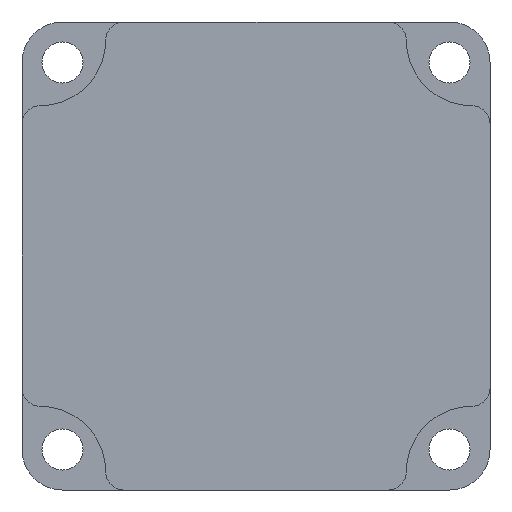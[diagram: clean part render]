
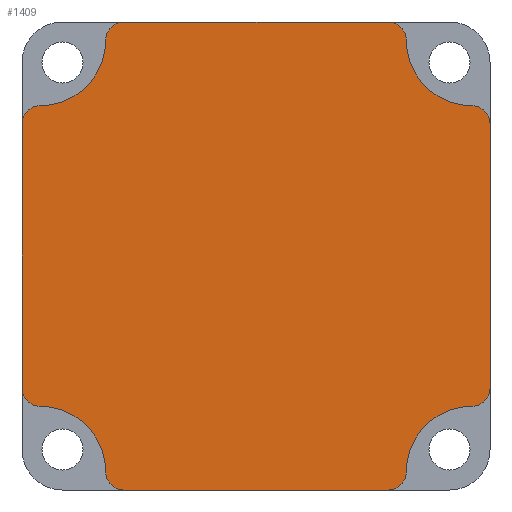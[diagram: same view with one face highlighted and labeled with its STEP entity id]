
A CAD part, front view. The second image highlights one B-rep face of the part: STEP entity #1409.
In plain terms, the highlighted planar face has unit normal (0, -1, 0).
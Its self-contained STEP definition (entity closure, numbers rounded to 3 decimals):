
#13 = CIRCLE ( 'NONE', #1884, 2.2 ) ;
#48 = CIRCLE ( 'NONE', #2245, 2.2 ) ;
#56 = CARTESIAN_POINT ( 'NONE',  ( 0., -84., -57. ) ) ;
#95 = DIRECTION ( 'NONE',  ( 0., 0., 1. ) ) ;
#108 = VECTOR ( 'NONE', #1594, 1000. ) ;
#118 = CIRCLE ( 'NONE', #2107, 2.2 ) ;
#132 = EDGE_CURVE ( 'NONE', #723, #1770, #2091, .T. ) ;
#133 = CARTESIAN_POINT ( 'NONE',  ( 2.2, -84., -54.8 ) ) ;
#148 = DIRECTION ( 'NONE',  ( 0., 0., 1. ) ) ;
#156 = EDGE_CURVE ( 'NONE', #1770, #1883, #118, .T. ) ;
#157 = EDGE_CURVE ( 'NONE', #186, #1662, #289, .T. ) ;
#158 = DIRECTION ( 'NONE',  ( 0., 0., 1. ) ) ;
#183 = ORIENTED_EDGE ( 'NONE', *, *, #157, .F. ) ;
#185 = EDGE_CURVE ( 'NONE', #1662, #668, #2269, .T. ) ;
#186 = VERTEX_POINT ( 'NONE', #1659 ) ;
#224 = VECTOR ( 'NONE', #1462, 1000. ) ;
#235 = CARTESIAN_POINT ( 'NONE',  ( 10.2, -84., -54.8 ) ) ;
#285 = CARTESIAN_POINT ( 'NONE',  ( 12.4, -84., 0. ) ) ;
#289 = CIRCLE ( 'NONE', #1973, 2.2 ) ;
#294 = CARTESIAN_POINT ( 'NONE',  ( 0., -84., 0. ) ) ;
#312 = DIRECTION ( 'NONE',  ( 0., 1., 0. ) ) ;
#327 = CARTESIAN_POINT ( 'NONE',  ( 0., -84., 0. ) ) ;
#346 = CARTESIAN_POINT ( 'NONE',  ( 54.8, -84., -2.2 ) ) ;
#369 = ORIENTED_EDGE ( 'NONE', *, *, #2004, .F. ) ;
#438 = DIRECTION ( 'NONE',  ( 0., 1., 0. ) ) ;
#479 = CARTESIAN_POINT ( 'NONE',  ( 57., -84., 0. ) ) ;
#482 = CARTESIAN_POINT ( 'NONE',  ( 46.8, -84., -54.8 ) ) ;
#488 = DIRECTION ( 'NONE',  ( 0., 0., 1. ) ) ;
#492 = VERTEX_POINT ( 'NONE', #2322 ) ;
#525 = CIRCLE ( 'NONE', #589, 8. ) ;
#535 = DIRECTION ( 'NONE',  ( 0., 0., -1. ) ) ;
#543 = VERTEX_POINT ( 'NONE', #2320 ) ;
#574 = ORIENTED_EDGE ( 'NONE', *, *, #1900, .F. ) ;
#589 = AXIS2_PLACEMENT_3D ( 'NONE', #346, #1685, #535 ) ;
#639 = ORIENTED_EDGE ( 'NONE', *, *, #689, .F. ) ;
#668 = VERTEX_POINT ( 'NONE', #1969 ) ;
#674 = EDGE_CURVE ( 'NONE', #725, #543, #792, .T. ) ;
#689 = EDGE_CURVE ( 'NONE', #1263, #2262, #2142, .T. ) ;
#692 = CARTESIAN_POINT ( 'NONE',  ( 54.8, -84., -54.8 ) ) ;
#706 = AXIS2_PLACEMENT_3D ( 'NONE', #1459, #312, #1654 ) ;
#715 = DIRECTION ( 'NONE',  ( 0., 1., 0. ) ) ;
#723 = VERTEX_POINT ( 'NONE', #235 ) ;
#725 = VERTEX_POINT ( 'NONE', #1576 ) ;
#726 = ORIENTED_EDGE ( 'NONE', *, *, #674, .F. ) ;
#727 = VERTEX_POINT ( 'NONE', #1768 ) ;
#753 = AXIS2_PLACEMENT_3D ( 'NONE', #2436, #1304, #158 ) ;
#755 = ORIENTED_EDGE ( 'NONE', *, *, #1311, .F. ) ;
#792 = LINE ( 'NONE', #56, #108 ) ;
#795 = VECTOR ( 'NONE', #488, 1000. ) ;
#861 = EDGE_CURVE ( 'NONE', #492, #1717, #1179, .T. ) ;
#873 = AXIS2_PLACEMENT_3D ( 'NONE', #1586, #438, #1787 ) ;
#888 = DIRECTION ( 'NONE',  ( 0., 0., 1. ) ) ;
#891 = CARTESIAN_POINT ( 'NONE',  ( 12.4, -84., -2.2 ) ) ;
#899 = DIRECTION ( 'NONE',  ( 0., 1., 0. ) ) ;
#901 = CARTESIAN_POINT ( 'NONE',  ( 0., -84., -44.6 ) ) ;
#916 = VERTEX_POINT ( 'NONE', #1284 ) ;
#1024 = CARTESIAN_POINT ( 'NONE',  ( 54.8, -84., -12.4 ) ) ;
#1052 = CARTESIAN_POINT ( 'NONE',  ( 2.2, -84., -46.8 ) ) ;
#1074 = DIRECTION ( 'NONE',  ( 0., 1., 0. ) ) ;
#1081 = DIRECTION ( 'NONE',  ( 0., 0., -1. ) ) ;
#1089 = FACE_OUTER_BOUND ( 'NONE', #1607, .T. ) ;
#1096 = DIRECTION ( 'NONE',  ( 0., -1., 0. ) ) ;
#1100 = ORIENTED_EDGE ( 'NONE', *, *, #185, .F. ) ;
#1106 = AXIS2_PLACEMENT_3D ( 'NONE', #327, #1096, #2424 ) ;
#1149 = ORIENTED_EDGE ( 'NONE', *, *, #861, .F. ) ;
#1151 = ORIENTED_EDGE ( 'NONE', *, *, #132, .F. ) ;
#1179 = CIRCLE ( 'NONE', #2276, 8. ) ;
#1202 = CARTESIAN_POINT ( 'NONE',  ( 2.2, -84., -10.2 ) ) ;
#1211 = ORIENTED_EDGE ( 'NONE', *, *, #1968, .F. ) ;
#1228 = DIRECTION ( 'NONE',  ( 0., 0., -1. ) ) ;
#1237 = ORIENTED_EDGE ( 'NONE', *, *, #2152, .F. ) ;
#1246 = DIRECTION ( 'NONE',  ( 0., 1., 0. ) ) ;
#1263 = VERTEX_POINT ( 'NONE', #1729 ) ;
#1284 = CARTESIAN_POINT ( 'NONE',  ( 46.8, -84., -2.2 ) ) ;
#1304 = DIRECTION ( 'NONE',  ( 0., -1., 0. ) ) ;
#1311 = EDGE_CURVE ( 'NONE', #2262, #1448, #1936, .T. ) ;
#1315 = LINE ( 'NONE', #294, #795 ) ;
#1351 = CARTESIAN_POINT ( 'NONE',  ( 57., -84., -12.4 ) ) ;
#1364 = AXIS2_PLACEMENT_3D ( 'NONE', #2224, #1074, #2410 ) ;
#1409 = ADVANCED_FACE ( 'NONE', ( #1089 ), #2047, .T. ) ;
#1447 = EDGE_CURVE ( 'NONE', #916, #1263, #525, .T. ) ;
#1448 = VERTEX_POINT ( 'NONE', #1873 ) ;
#1459 = CARTESIAN_POINT ( 'NONE',  ( 54.8, -84., -44.6 ) ) ;
#1462 = DIRECTION ( 'NONE',  ( 1., 0., 0. ) ) ;
#1468 = DIRECTION ( 'NONE',  ( 0., -1., 0. ) ) ;
#1481 = EDGE_CURVE ( 'NONE', #668, #916, #1986, .T. ) ;
#1489 = VECTOR ( 'NONE', #1636, 1000. ) ;
#1523 = EDGE_CURVE ( 'NONE', #543, #723, #13, .T. ) ;
#1576 = CARTESIAN_POINT ( 'NONE',  ( 44.6, -84., -57. ) ) ;
#1586 = CARTESIAN_POINT ( 'NONE',  ( 44.6, -84., -54.8 ) ) ;
#1594 = DIRECTION ( 'NONE',  ( -1., 0., 0. ) ) ;
#1607 = EDGE_LOOP ( 'NONE', ( #2328, #726, #1687, #1149, #369, #755, #639, #2304, #1751, #1100, #183, #574, #1237, #1211, #2365, #1151 ) ) ;
#1636 = DIRECTION ( 'NONE',  ( 0., 0., -1. ) ) ;
#1654 = DIRECTION ( 'NONE',  ( 0., 0., 1. ) ) ;
#1659 = CARTESIAN_POINT ( 'NONE',  ( 10.2, -84., -2.2 ) ) ;
#1662 = VERTEX_POINT ( 'NONE', #285 ) ;
#1667 = CARTESIAN_POINT ( 'NONE',  ( 2.2, -84., -44.6 ) ) ;
#1685 = DIRECTION ( 'NONE',  ( 0., -1., 0. ) ) ;
#1687 = ORIENTED_EDGE ( 'NONE', *, *, #2404, .F. ) ;
#1717 = VERTEX_POINT ( 'NONE', #482 ) ;
#1729 = CARTESIAN_POINT ( 'NONE',  ( 54.8, -84., -10.2 ) ) ;
#1751 = ORIENTED_EDGE ( 'NONE', *, *, #1481, .F. ) ;
#1756 = CIRCLE ( 'NONE', #706, 2.2 ) ;
#1768 = CARTESIAN_POINT ( 'NONE',  ( 0., -84., -12.4 ) ) ;
#1770 = VERTEX_POINT ( 'NONE', #1052 ) ;
#1787 = DIRECTION ( 'NONE',  ( 0., 0., -1. ) ) ;
#1842 = DIRECTION ( 'NONE',  ( 0., 0., -1. ) ) ;
#1855 = AXIS2_PLACEMENT_3D ( 'NONE', #133, #1468, #148 ) ;
#1861 = CARTESIAN_POINT ( 'NONE',  ( 12.4, -84., -54.8 ) ) ;
#1873 = CARTESIAN_POINT ( 'NONE',  ( 57., -84., -44.6 ) ) ;
#1883 = VERTEX_POINT ( 'NONE', #901 ) ;
#1884 = AXIS2_PLACEMENT_3D ( 'NONE', #1861, #715, #2049 ) ;
#1900 = EDGE_CURVE ( 'NONE', #2385, #186, #2468, .T. ) ;
#1936 = LINE ( 'NONE', #479, #1489 ) ;
#1968 = EDGE_CURVE ( 'NONE', #1883, #727, #1315, .T. ) ;
#1969 = CARTESIAN_POINT ( 'NONE',  ( 44.6, -84., 0. ) ) ;
#1973 = AXIS2_PLACEMENT_3D ( 'NONE', #891, #899, #1842 ) ;
#1986 = CIRCLE ( 'NONE', #1364, 2.2 ) ;
#2004 = EDGE_CURVE ( 'NONE', #1448, #492, #1756, .T. ) ;
#2027 = DIRECTION ( 'NONE',  ( 0., -1., 0. ) ) ;
#2044 = DIRECTION ( 'NONE',  ( 0., 1., 0. ) ) ;
#2047 = PLANE ( 'NONE',  #1106 ) ;
#2049 = DIRECTION ( 'NONE',  ( 0., 0., 1. ) ) ;
#2091 = CIRCLE ( 'NONE', #1855, 8. ) ;
#2107 = AXIS2_PLACEMENT_3D ( 'NONE', #1667, #2044, #1081 ) ;
#2141 = AXIS2_PLACEMENT_3D ( 'NONE', #1024, #2359, #1228 ) ;
#2142 = CIRCLE ( 'NONE', #2141, 2.2 ) ;
#2152 = EDGE_CURVE ( 'NONE', #727, #2385, #48, .T. ) ;
#2224 = CARTESIAN_POINT ( 'NONE',  ( 44.6, -84., -2.2 ) ) ;
#2245 = AXIS2_PLACEMENT_3D ( 'NONE', #2382, #1246, #95 ) ;
#2262 = VERTEX_POINT ( 'NONE', #1351 ) ;
#2269 = LINE ( 'NONE', #2409, #224 ) ;
#2276 = AXIS2_PLACEMENT_3D ( 'NONE', #692, #2027, #888 ) ;
#2304 = ORIENTED_EDGE ( 'NONE', *, *, #1447, .F. ) ;
#2320 = CARTESIAN_POINT ( 'NONE',  ( 12.4, -84., -57. ) ) ;
#2322 = CARTESIAN_POINT ( 'NONE',  ( 54.8, -84., -46.8 ) ) ;
#2328 = ORIENTED_EDGE ( 'NONE', *, *, #1523, .F. ) ;
#2357 = CIRCLE ( 'NONE', #873, 2.2 ) ;
#2359 = DIRECTION ( 'NONE',  ( 0., 1., 0. ) ) ;
#2365 = ORIENTED_EDGE ( 'NONE', *, *, #156, .F. ) ;
#2382 = CARTESIAN_POINT ( 'NONE',  ( 2.2, -84., -12.4 ) ) ;
#2385 = VERTEX_POINT ( 'NONE', #1202 ) ;
#2404 = EDGE_CURVE ( 'NONE', #1717, #725, #2357, .T. ) ;
#2409 = CARTESIAN_POINT ( 'NONE',  ( 0., -84., 0. ) ) ;
#2410 = DIRECTION ( 'NONE',  ( 0., 0., 1. ) ) ;
#2424 = DIRECTION ( 'NONE',  ( 0., 0., -1. ) ) ;
#2436 = CARTESIAN_POINT ( 'NONE',  ( 2.2, -84., -2.2 ) ) ;
#2468 = CIRCLE ( 'NONE', #753, 8. ) ;
